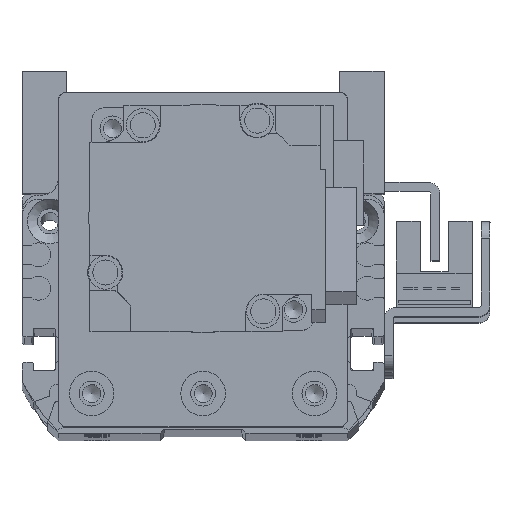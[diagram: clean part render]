
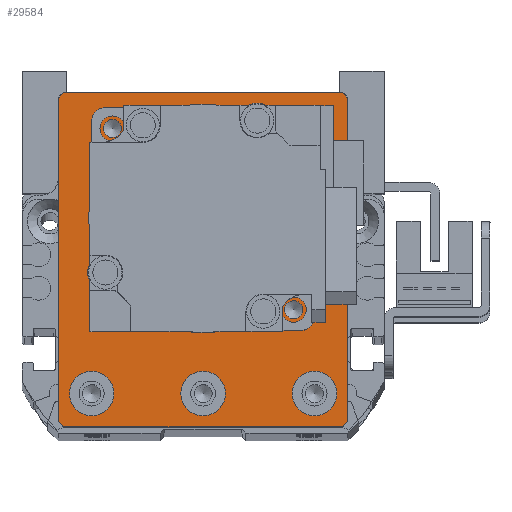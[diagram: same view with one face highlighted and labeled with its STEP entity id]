
A CAD part, top view. The second image highlights one B-rep face of the part: STEP entity #29584.
In plain terms, the highlighted planar face has unit normal (0, 0, 1).
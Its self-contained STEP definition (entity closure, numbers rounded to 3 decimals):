
#1380=FACE_BOUND('',#6465,.T.);
#1381=FACE_BOUND('',#6466,.T.);
#1382=FACE_BOUND('',#6467,.T.);
#1383=FACE_BOUND('',#6468,.T.);
#1384=FACE_BOUND('',#6469,.T.);
#1385=FACE_BOUND('',#6470,.T.);
#1386=FACE_BOUND('',#6471,.T.);
#1387=FACE_BOUND('',#6472,.T.);
#2118=PLANE('',#33218);
#4369=FACE_OUTER_BOUND('',#6464,.T.);
#6464=EDGE_LOOP('',(#27738,#27739,#27740,#27741,#27742,#27743,#27744,#27745));
#6465=EDGE_LOOP('',(#27746));
#6466=EDGE_LOOP('',(#27747));
#6467=EDGE_LOOP('',(#27748));
#6468=EDGE_LOOP('',(#27749));
#6469=EDGE_LOOP('',(#27750));
#6470=EDGE_LOOP('',(#27751));
#6471=EDGE_LOOP('',(#27752));
#6472=EDGE_LOOP('',(#27753));
#8704=LINE('',#52654,#10979);
#8710=LINE('',#52665,#10985);
#8717=LINE('',#52692,#10992);
#8720=LINE('',#52697,#10995);
#8721=LINE('',#52700,#10996);
#8724=LINE('',#52705,#10999);
#8725=LINE('',#52708,#11000);
#8747=LINE('',#52805,#11022);
#10979=VECTOR('',#41979,10.);
#10985=VECTOR('',#41987,10.);
#10992=VECTOR('',#42010,10.);
#10995=VECTOR('',#42015,10.);
#10996=VECTOR('',#42018,10.);
#10999=VECTOR('',#42023,10.);
#11000=VECTOR('',#42026,10.);
#11022=VECTOR('',#42142,10.);
#12649=CIRCLE('',#33181,4.);
#12652=CIRCLE('',#33187,4.);
#12655=CIRCLE('',#33193,4.);
#12657=CIRCLE('',#33198,1.621);
#12659=CIRCLE('',#33202,1.621);
#12661=CIRCLE('',#33206,1.621);
#12663=CIRCLE('',#33210,1.621);
#12666=CIRCLE('',#33216,15.);
#15329=VERTEX_POINT('',#52652);
#15330=VERTEX_POINT('',#52653);
#15334=VERTEX_POINT('',#52663);
#15346=VERTEX_POINT('',#52691);
#15347=VERTEX_POINT('',#52695);
#15348=VERTEX_POINT('',#52699);
#15349=VERTEX_POINT('',#52703);
#15350=VERTEX_POINT('',#52707);
#15357=VERTEX_POINT('',#52730);
#15360=VERTEX_POINT('',#52741);
#15363=VERTEX_POINT('',#52752);
#15366=VERTEX_POINT('',#52763);
#15369=VERTEX_POINT('',#52772);
#15372=VERTEX_POINT('',#52781);
#15375=VERTEX_POINT('',#52790);
#15378=VERTEX_POINT('',#52801);
#19432=EDGE_CURVE('',#15329,#15330,#8704,.T.);
#19438=EDGE_CURVE('',#15329,#15334,#8710,.T.);
#19451=EDGE_CURVE('',#15346,#15334,#8717,.T.);
#19454=EDGE_CURVE('',#15346,#15347,#8720,.T.);
#19455=EDGE_CURVE('',#15348,#15347,#8721,.T.);
#19458=EDGE_CURVE('',#15348,#15349,#8724,.T.);
#19459=EDGE_CURVE('',#15350,#15349,#8725,.T.);
#19469=EDGE_CURVE('',#15357,#15357,#12649,.T.);
#19474=EDGE_CURVE('',#15360,#15360,#12652,.T.);
#19479=EDGE_CURVE('',#15363,#15363,#12655,.T.);
#19484=EDGE_CURVE('',#15366,#15366,#12657,.T.);
#19488=EDGE_CURVE('',#15369,#15369,#12659,.T.);
#19492=EDGE_CURVE('',#15372,#15372,#12661,.T.);
#19496=EDGE_CURVE('',#15375,#15375,#12663,.T.);
#19502=EDGE_CURVE('',#15378,#15378,#12666,.T.);
#19503=EDGE_CURVE('',#15350,#15330,#8747,.T.);
#27738=ORIENTED_EDGE('',*,*,#19432,.F.);
#27739=ORIENTED_EDGE('',*,*,#19438,.T.);
#27740=ORIENTED_EDGE('',*,*,#19451,.F.);
#27741=ORIENTED_EDGE('',*,*,#19454,.T.);
#27742=ORIENTED_EDGE('',*,*,#19455,.F.);
#27743=ORIENTED_EDGE('',*,*,#19458,.T.);
#27744=ORIENTED_EDGE('',*,*,#19459,.F.);
#27745=ORIENTED_EDGE('',*,*,#19503,.T.);
#27746=ORIENTED_EDGE('',*,*,#19469,.T.);
#27747=ORIENTED_EDGE('',*,*,#19474,.T.);
#27748=ORIENTED_EDGE('',*,*,#19479,.T.);
#27749=ORIENTED_EDGE('',*,*,#19484,.T.);
#27750=ORIENTED_EDGE('',*,*,#19488,.T.);
#27751=ORIENTED_EDGE('',*,*,#19492,.T.);
#27752=ORIENTED_EDGE('',*,*,#19496,.T.);
#27753=ORIENTED_EDGE('',*,*,#19502,.T.);
#29584=ADVANCED_FACE('',(#4369,#1380,#1381,#1382,#1383,#1384,#1385,#1386,
#1387),#2118,.T.);
#33181=AXIS2_PLACEMENT_3D('',#52731,#42052,#42053);
#33187=AXIS2_PLACEMENT_3D('',#52742,#42066,#42067);
#33193=AXIS2_PLACEMENT_3D('',#52753,#42080,#42081);
#33198=AXIS2_PLACEMENT_3D('',#52764,#42093,#42094);
#33202=AXIS2_PLACEMENT_3D('',#52773,#42103,#42104);
#33206=AXIS2_PLACEMENT_3D('',#52782,#42113,#42114);
#33210=AXIS2_PLACEMENT_3D('',#52791,#42123,#42124);
#33216=AXIS2_PLACEMENT_3D('',#52803,#42138,#42139);
#33218=AXIS2_PLACEMENT_3D('',#52806,#42143,#42144);
#41979=DIRECTION('',(0.707,0.707,0.));
#41987=DIRECTION('',(0.,-1.,0.));
#42010=DIRECTION('',(-0.707,0.707,0.));
#42015=DIRECTION('',(1.,0.,0.));
#42018=DIRECTION('',(-0.707,-0.707,0.));
#42023=DIRECTION('',(0.,1.,0.));
#42026=DIRECTION('',(0.707,-0.707,0.));
#42052=DIRECTION('center_axis',(0.,0.,-1.));
#42053=DIRECTION('ref_axis',(1.,0.,0.));
#42066=DIRECTION('center_axis',(0.,0.,-1.));
#42067=DIRECTION('ref_axis',(1.,0.,0.));
#42080=DIRECTION('center_axis',(0.,0.,-1.));
#42081=DIRECTION('ref_axis',(1.,0.,0.));
#42093=DIRECTION('center_axis',(0.,0.,-1.));
#42094=DIRECTION('ref_axis',(1.,0.,0.));
#42103=DIRECTION('center_axis',(0.,0.,-1.));
#42104=DIRECTION('ref_axis',(1.,0.,0.));
#42113=DIRECTION('center_axis',(0.,0.,-1.));
#42114=DIRECTION('ref_axis',(1.,0.,0.));
#42123=DIRECTION('center_axis',(0.,0.,-1.));
#42124=DIRECTION('ref_axis',(1.,0.,0.));
#42138=DIRECTION('center_axis',(0.,0.,-1.));
#42139=DIRECTION('ref_axis',(-1.,0.,0.));
#42142=DIRECTION('',(-1.,0.,0.));
#42143=DIRECTION('center_axis',(0.,0.,1.));
#42144=DIRECTION('ref_axis',(1.,0.,0.));
#52652=CARTESIAN_POINT('',(-26.,29.,12.5));
#52653=CARTESIAN_POINT('',(-25.,30.,12.5));
#52654=CARTESIAN_POINT('',(-26.5,28.5,12.5));
#52663=CARTESIAN_POINT('',(-26.,-29.,12.5));
#52665=CARTESIAN_POINT('',(-26.,30.,12.5));
#52691=CARTESIAN_POINT('',(-25.,-30.,12.5));
#52692=CARTESIAN_POINT('',(-26.5,-28.5,12.5));
#52695=CARTESIAN_POINT('',(25.,-30.,12.5));
#52697=CARTESIAN_POINT('',(-26.,-30.,12.5));
#52699=CARTESIAN_POINT('',(26.,-29.,12.5));
#52700=CARTESIAN_POINT('',(26.5,-28.5,12.5));
#52703=CARTESIAN_POINT('',(26.,29.,12.5));
#52705=CARTESIAN_POINT('',(26.,-30.,12.5));
#52707=CARTESIAN_POINT('',(25.,30.,12.5));
#52708=CARTESIAN_POINT('',(26.5,28.5,12.5));
#52730=CARTESIAN_POINT('',(16.,-24.,12.5));
#52731=CARTESIAN_POINT('Origin',(20.,-24.,12.5));
#52741=CARTESIAN_POINT('',(-24.,-24.,12.5));
#52742=CARTESIAN_POINT('Origin',(-20.,-24.,12.5));
#52752=CARTESIAN_POINT('',(-4.,-24.,12.5));
#52753=CARTESIAN_POINT('Origin',(0.,-24.,12.5));
#52763=CARTESIAN_POINT('',(14.642,-8.963,12.5));
#52764=CARTESIAN_POINT('Origin',(16.263,-8.963,12.5));
#52772=CARTESIAN_POINT('',(-17.884,23.563,12.5));
#52773=CARTESIAN_POINT('Origin',(-16.263,23.563,12.5));
#52781=CARTESIAN_POINT('',(14.642,23.563,12.5));
#52782=CARTESIAN_POINT('Origin',(16.263,23.563,12.5));
#52790=CARTESIAN_POINT('',(-17.884,-8.963,12.5));
#52791=CARTESIAN_POINT('Origin',(-16.263,-8.963,12.5));
#52801=CARTESIAN_POINT('',(15.,7.3,12.5));
#52803=CARTESIAN_POINT('Origin',(0.,7.3,12.5));
#52805=CARTESIAN_POINT('',(26.,30.,12.5));
#52806=CARTESIAN_POINT('Origin',(0.,0.,12.5));
